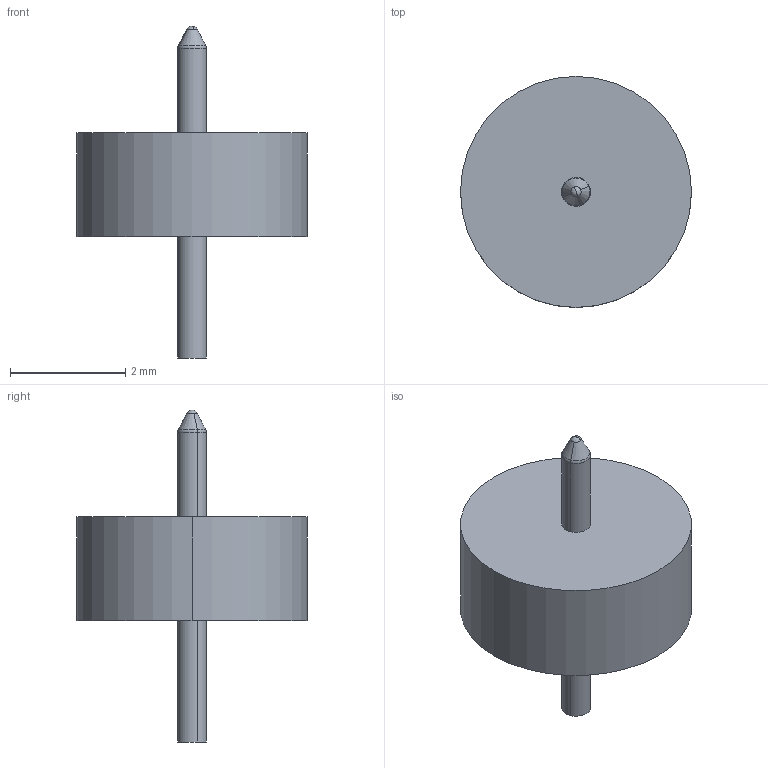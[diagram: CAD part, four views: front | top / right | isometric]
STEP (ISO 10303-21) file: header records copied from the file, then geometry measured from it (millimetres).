
FILE_DESCRIPTION (( 'STEP AP203' ), '1' );
FILE_NAME ('ÑÖÍÊ.301111.001_ÑÂ×-ââîä_âèëêè_ïðèáîðíîé.STEP', '2022-03-31T09:06:58', ( 'User Windows' ), ( '' ), 'SwSTEP 2.0', 'SolidWorks 2022', '' );
FILE_SCHEMA (( 'CONFIG_CONTROL_DESIGN' ));
Length unit declared in the file: millimetre
Products named in the file (1): ÑÖÍÊ.301111.001_ÑÂ×-ââîä_âèëêè_ïðèáîðíîé
Bounding box: 4 x 4 x 5.75 mm (x, y, z)
Volume: 23.4 mm3; surface area: 53.6 mm2
Topology: 1 solids, 1 shells, 15 faces, 30 edges, 19 vertices
Faces by surface type: cylinder 6, plane 3, torus 2, cone 2, sphere 2
Entity records: 479 total; most frequent: DIRECTION 84, CARTESIAN_POINT 65, ORIENTED_EDGE 60, AXIS2_PLACEMENT_3D 38, EDGE_CURVE 30, CIRCLE 22, VERTEX_POINT 19, EDGE_LOOP 17
